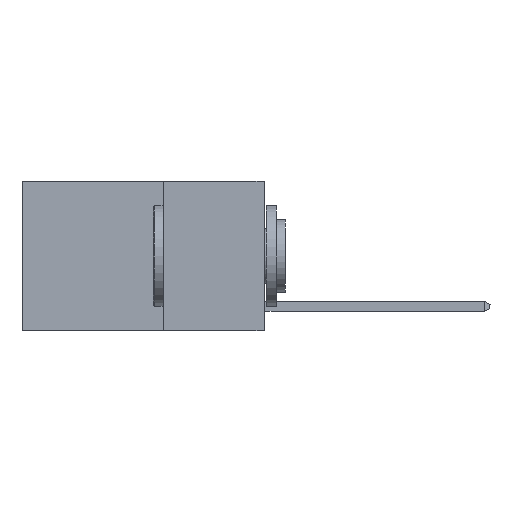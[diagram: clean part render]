
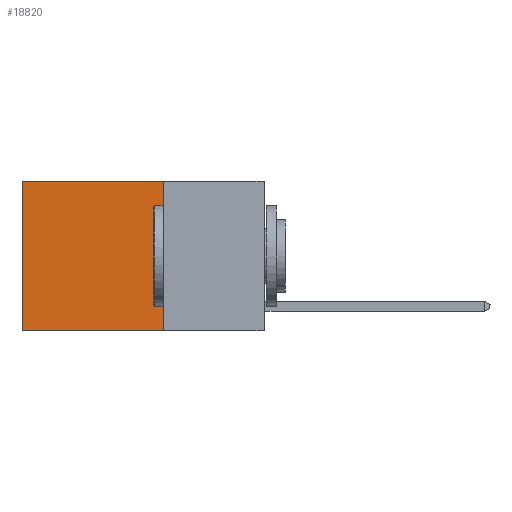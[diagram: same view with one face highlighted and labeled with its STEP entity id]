
A CAD part, left-side view. The second image highlights one B-rep face of the part: STEP entity #18820.
In plain terms, the highlighted planar face has unit normal (-1, 0, 0).
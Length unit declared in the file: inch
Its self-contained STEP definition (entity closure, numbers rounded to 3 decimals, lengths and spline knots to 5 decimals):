
#256 = VERTEX_POINT ( 'NONE', #6742 ) ;
#361 = LINE ( 'NONE', #7579, #16630 ) ;
#660 = CARTESIAN_POINT ( 'NONE',  ( 0.2625, 0.25, -0.37 ) ) ;
#974 = VECTOR ( 'NONE', #12337, 39.37008 ) ;
#1831 = EDGE_CURVE ( 'NONE', #256, #14318, #17879, .T. ) ;
#1873 = PLANE ( 'NONE',  #4235 ) ;
#4235 = AXIS2_PLACEMENT_3D ( 'NONE', #7721, #13504, #8346 ) ;
#4455 = CARTESIAN_POINT ( 'NONE',  ( 0.2625, 0.25, 0. ) ) ;
#4750 = CARTESIAN_POINT ( 'NONE',  ( 0.2625, 0.6, -0.37 ) ) ;
#4786 = VECTOR ( 'NONE', #16227, 39.37008 ) ;
#5792 = EDGE_CURVE ( 'NONE', #14586, #14318, #11474, .T. ) ;
#6326 = LINE ( 'NONE', #14887, #4786 ) ;
#6742 = CARTESIAN_POINT ( 'NONE',  ( 0.2625, 0.25, -0.37 ) ) ;
#7490 = CARTESIAN_POINT ( 'NONE',  ( 0.2625, 0.6, 0. ) ) ;
#7579 = CARTESIAN_POINT ( 'NONE',  ( 0.2625, 0.25, 0. ) ) ;
#7613 = EDGE_LOOP ( 'NONE', ( #15362, #11739, #14396, #18742 ) ) ;
#7721 = CARTESIAN_POINT ( 'NONE',  ( 0.2625, 0.25, 0. ) ) ;
#8346 = DIRECTION ( 'NONE',  ( 0., 0., -1. ) ) ;
#10138 = CARTESIAN_POINT ( 'NONE',  ( 0.2625, 0.6, 0. ) ) ;
#10523 = DIRECTION ( 'NONE',  ( 0., 1., 0. ) ) ;
#11474 = LINE ( 'NONE', #10138, #12212 ) ;
#11739 = ORIENTED_EDGE ( 'NONE', *, *, #1831, .F. ) ;
#12212 = VECTOR ( 'NONE', #18814, 39.37008 ) ;
#12337 = DIRECTION ( 'NONE',  ( 0., 1., 0. ) ) ;
#13391 = EDGE_CURVE ( 'NONE', #14262, #14586, #361, .T. ) ;
#13504 = DIRECTION ( 'NONE',  ( 1., 0., 0. ) ) ;
#14262 = VERTEX_POINT ( 'NONE', #4455 ) ;
#14318 = VERTEX_POINT ( 'NONE', #4750 ) ;
#14396 = ORIENTED_EDGE ( 'NONE', *, *, #14749, .F. ) ;
#14586 = VERTEX_POINT ( 'NONE', #7490 ) ;
#14749 = EDGE_CURVE ( 'NONE', #14262, #256, #6326, .T. ) ;
#14887 = CARTESIAN_POINT ( 'NONE',  ( 0.2625, 0.25, 0. ) ) ;
#14937 = FACE_OUTER_BOUND ( 'NONE', #7613, .T. ) ;
#15362 = ORIENTED_EDGE ( 'NONE', *, *, #5792, .T. ) ;
#16227 = DIRECTION ( 'NONE',  ( 0., 0., -1. ) ) ;
#16630 = VECTOR ( 'NONE', #10523, 39.37008 ) ;
#17879 = LINE ( 'NONE', #660, #974 ) ;
#18742 = ORIENTED_EDGE ( 'NONE', *, *, #13391, .T. ) ;
#18814 = DIRECTION ( 'NONE',  ( 0., 0., -1. ) ) ;
#18820 = ADVANCED_FACE ( 'NONE', ( #14937 ), #1873, .F. ) ;
